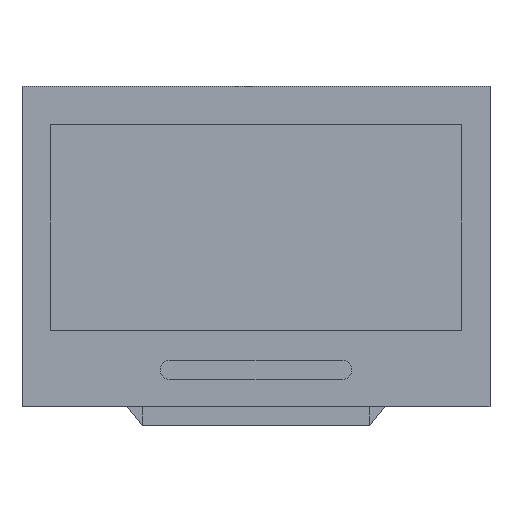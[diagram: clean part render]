
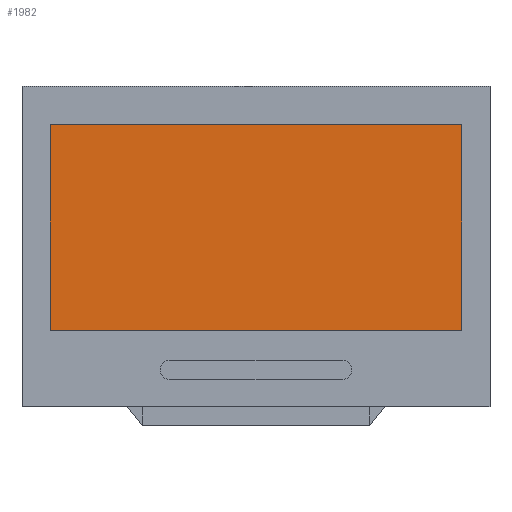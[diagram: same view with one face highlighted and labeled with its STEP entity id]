
A CAD part, top view. The second image highlights one B-rep face of the part: STEP entity #1982.
In plain terms, the highlighted planar face has unit normal (0, 0, 1).
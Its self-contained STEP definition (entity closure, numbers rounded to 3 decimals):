
#1420 = PLANE('',#1421);
#1421 = AXIS2_PLACEMENT_3D('',#1422,#1423,#1424);
#1422 = CARTESIAN_POINT('',(0.,0.,1.5));
#1423 = DIRECTION('',(0.,0.,1.));
#1424 = DIRECTION('',(1.,0.,0.));
#1747 = EDGE_CURVE('',#1748,#1750,#1752,.T.);
#1748 = VERTEX_POINT('',#1749);
#1749 = CARTESIAN_POINT('',(-10.872,-4.432,1.5));
#1750 = VERTEX_POINT('',#1751);
#1751 = CARTESIAN_POINT('',(-10.872,6.432,1.5));
#1752 = SURFACE_CURVE('',#1753,(#1757,#1764),.PCURVE_S1.);
#1753 = LINE('',#1754,#1755);
#1754 = CARTESIAN_POINT('',(-10.872,-4.432,1.5));
#1755 = VECTOR('',#1756,1.);
#1756 = DIRECTION('',(0.,1.,0.));
#1757 = PCURVE('',#1420,#1758);
#1758 = DEFINITIONAL_REPRESENTATION('',(#1759),#1763);
#1759 = LINE('',#1760,#1761);
#1760 = CARTESIAN_POINT('',(-10.872,-4.432));
#1761 = VECTOR('',#1762,1.);
#1762 = DIRECTION('',(0.,1.));
#1763 = ( GEOMETRIC_REPRESENTATION_CONTEXT(2) 
PARAMETRIC_REPRESENTATION_CONTEXT() REPRESENTATION_CONTEXT('2D SPACE',''
  ) );
#1764 = PCURVE('',#1765,#1770);
#1765 = PLANE('',#1766);
#1766 = AXIS2_PLACEMENT_3D('',#1767,#1768,#1769);
#1767 = CARTESIAN_POINT('',(0.,-0.847,1.5));
#1768 = DIRECTION('',(0.,0.,1.));
#1769 = DIRECTION('',(0.,1.,0.));
#1770 = DEFINITIONAL_REPRESENTATION('',(#1771),#1775);
#1771 = LINE('',#1772,#1773);
#1772 = CARTESIAN_POINT('',(-3.585,10.872));
#1773 = VECTOR('',#1774,1.);
#1774 = DIRECTION('',(1.,0.));
#1775 = ( GEOMETRIC_REPRESENTATION_CONTEXT(2) 
PARAMETRIC_REPRESENTATION_CONTEXT() REPRESENTATION_CONTEXT('2D SPACE',''
  ) );
#1777 = EDGE_CURVE('',#1750,#1778,#1780,.T.);
#1778 = VERTEX_POINT('',#1779);
#1779 = CARTESIAN_POINT('',(10.872,6.432,1.5));
#1780 = SURFACE_CURVE('',#1781,(#1785,#1792),.PCURVE_S1.);
#1781 = LINE('',#1782,#1783);
#1782 = CARTESIAN_POINT('',(-10.872,6.432,1.5));
#1783 = VECTOR('',#1784,1.);
#1784 = DIRECTION('',(1.,0.,0.));
#1785 = PCURVE('',#1420,#1786);
#1786 = DEFINITIONAL_REPRESENTATION('',(#1787),#1791);
#1787 = LINE('',#1788,#1789);
#1788 = CARTESIAN_POINT('',(-10.872,6.432));
#1789 = VECTOR('',#1790,1.);
#1790 = DIRECTION('',(1.,0.));
#1791 = ( GEOMETRIC_REPRESENTATION_CONTEXT(2) 
PARAMETRIC_REPRESENTATION_CONTEXT() REPRESENTATION_CONTEXT('2D SPACE',''
  ) );
#1792 = PCURVE('',#1765,#1793);
#1793 = DEFINITIONAL_REPRESENTATION('',(#1794),#1798);
#1794 = LINE('',#1795,#1796);
#1795 = CARTESIAN_POINT('',(7.279,10.872));
#1796 = VECTOR('',#1797,1.);
#1797 = DIRECTION('',(0.,-1.));
#1798 = ( GEOMETRIC_REPRESENTATION_CONTEXT(2) 
PARAMETRIC_REPRESENTATION_CONTEXT() REPRESENTATION_CONTEXT('2D SPACE',''
  ) );
#1800 = EDGE_CURVE('',#1778,#1801,#1803,.T.);
#1801 = VERTEX_POINT('',#1802);
#1802 = CARTESIAN_POINT('',(10.872,-4.432,1.5));
#1803 = SURFACE_CURVE('',#1804,(#1808,#1815),.PCURVE_S1.);
#1804 = LINE('',#1805,#1806);
#1805 = CARTESIAN_POINT('',(10.872,6.432,1.5));
#1806 = VECTOR('',#1807,1.);
#1807 = DIRECTION('',(0.,-1.,0.));
#1808 = PCURVE('',#1420,#1809);
#1809 = DEFINITIONAL_REPRESENTATION('',(#1810),#1814);
#1810 = LINE('',#1811,#1812);
#1811 = CARTESIAN_POINT('',(10.872,6.432));
#1812 = VECTOR('',#1813,1.);
#1813 = DIRECTION('',(0.,-1.));
#1814 = ( GEOMETRIC_REPRESENTATION_CONTEXT(2) 
PARAMETRIC_REPRESENTATION_CONTEXT() REPRESENTATION_CONTEXT('2D SPACE',''
  ) );
#1815 = PCURVE('',#1765,#1816);
#1816 = DEFINITIONAL_REPRESENTATION('',(#1817),#1821);
#1817 = LINE('',#1818,#1819);
#1818 = CARTESIAN_POINT('',(7.279,-10.872));
#1819 = VECTOR('',#1820,1.);
#1820 = DIRECTION('',(-1.,0.));
#1821 = ( GEOMETRIC_REPRESENTATION_CONTEXT(2) 
PARAMETRIC_REPRESENTATION_CONTEXT() REPRESENTATION_CONTEXT('2D SPACE',''
  ) );
#1823 = EDGE_CURVE('',#1801,#1748,#1824,.T.);
#1824 = SURFACE_CURVE('',#1825,(#1829,#1836),.PCURVE_S1.);
#1825 = LINE('',#1826,#1827);
#1826 = CARTESIAN_POINT('',(10.872,-4.432,1.5));
#1827 = VECTOR('',#1828,1.);
#1828 = DIRECTION('',(-1.,0.,0.));
#1829 = PCURVE('',#1420,#1830);
#1830 = DEFINITIONAL_REPRESENTATION('',(#1831),#1835);
#1831 = LINE('',#1832,#1833);
#1832 = CARTESIAN_POINT('',(10.872,-4.432));
#1833 = VECTOR('',#1834,1.);
#1834 = DIRECTION('',(-1.,0.));
#1835 = ( GEOMETRIC_REPRESENTATION_CONTEXT(2) 
PARAMETRIC_REPRESENTATION_CONTEXT() REPRESENTATION_CONTEXT('2D SPACE',''
  ) );
#1836 = PCURVE('',#1765,#1837);
#1837 = DEFINITIONAL_REPRESENTATION('',(#1838),#1842);
#1838 = LINE('',#1839,#1840);
#1839 = CARTESIAN_POINT('',(-3.585,-10.872));
#1840 = VECTOR('',#1841,1.);
#1841 = DIRECTION('',(0.,1.));
#1842 = ( GEOMETRIC_REPRESENTATION_CONTEXT(2) 
PARAMETRIC_REPRESENTATION_CONTEXT() REPRESENTATION_CONTEXT('2D SPACE',''
  ) );
#1982 = ADVANCED_FACE('',(#1983),#1765,.T.);
#1983 = FACE_BOUND('',#1984,.F.);
#1984 = EDGE_LOOP('',(#1985,#1986,#1987,#1988));
#1985 = ORIENTED_EDGE('',*,*,#1777,.T.);
#1986 = ORIENTED_EDGE('',*,*,#1800,.T.);
#1987 = ORIENTED_EDGE('',*,*,#1823,.T.);
#1988 = ORIENTED_EDGE('',*,*,#1747,.T.);
